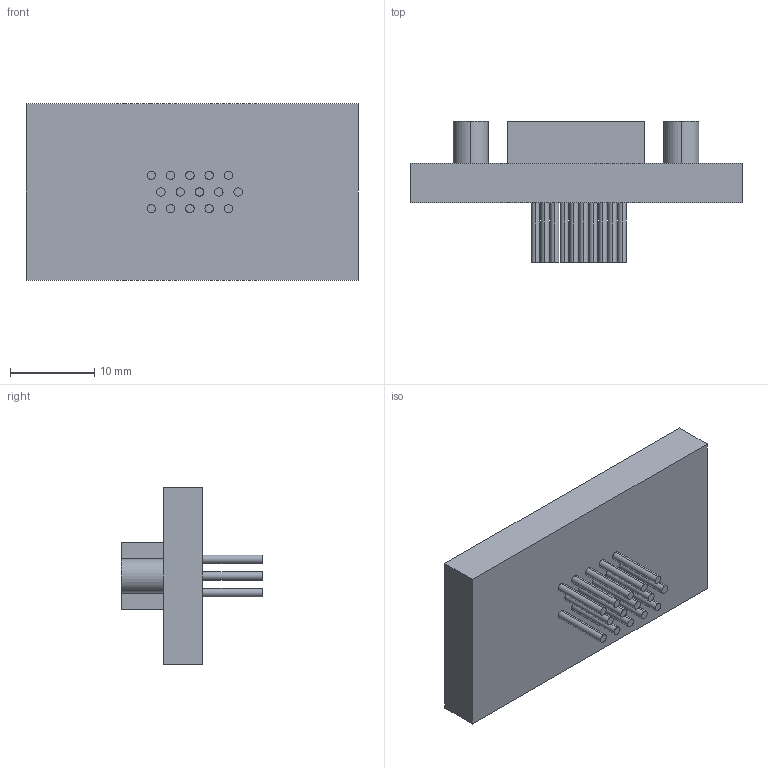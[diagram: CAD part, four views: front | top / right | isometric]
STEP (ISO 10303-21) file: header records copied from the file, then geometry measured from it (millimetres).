
FILE_DESCRIPTION (( 'STEP AP214' ), '1' );
FILE_NAME ('Assmann_Panel_Mount_VGA_Female.STEP', '2009-02-24T07:37:07', ( '' ), ( '' ), 'SwSTEP 2.0', 'SolidWorks 2007', '' );
FILE_SCHEMA (( 'AUTOMOTIVE_DESIGN' ));
Length unit declared in the file: millimetre
Products named in the file (1): Assmann_Panel_Mount_VGA_Female
Bounding box: 39.4 x 16.75 x 21 mm (x, y, z)
Volume: 4652.8 mm3; surface area: 3159.6 mm2
Topology: 1 solids, 1 shells, 107 faces, 216 edges, 144 vertices
Faces by surface type: cylinder 64, plane 43
Entity records: 3827 total; most frequent: DIRECTION 560, CARTESIAN_POINT 468, ORIENTED_EDGE 432, AXIS2_PLACEMENT_3D 236, EDGE_CURVE 216, VERTEX_POINT 144, EDGE_LOOP 140, CIRCLE 128
